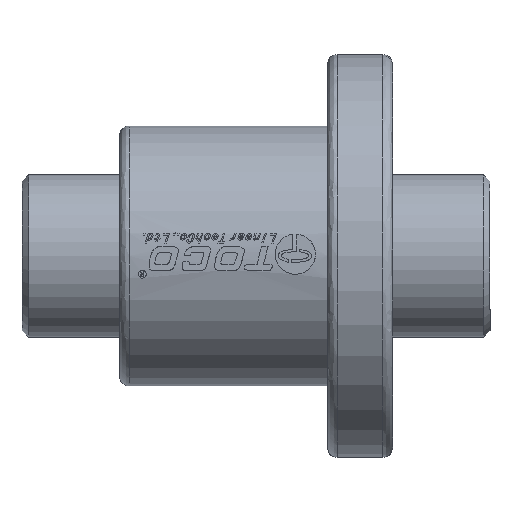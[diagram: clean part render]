
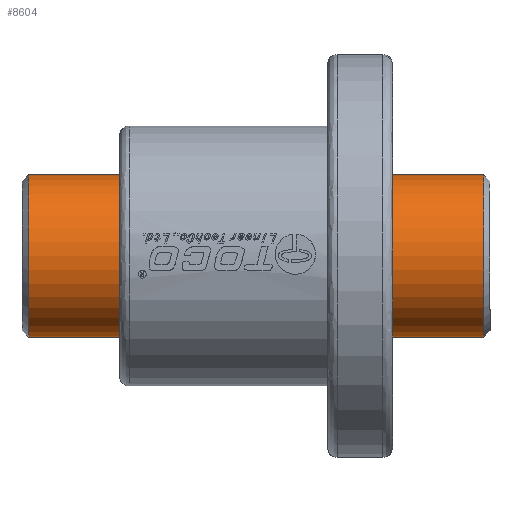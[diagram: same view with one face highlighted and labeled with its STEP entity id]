
A CAD part, top view. The second image highlights one B-rep face of the part: STEP entity #8604.
In plain terms, the highlighted cylindrical face has radius 12.5 mm (diameter 25 mm), a partial arc.
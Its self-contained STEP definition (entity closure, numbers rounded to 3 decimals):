
#271 = EDGE_CURVE ( 'NONE', #14040, #5842, #6106, .T. ) ;
#1230 = CARTESIAN_POINT ( 'NONE',  ( -71., -12.5, 0. ) ) ;
#1460 = ORIENTED_EDGE ( 'NONE', *, *, #14323, .T. ) ;
#2166 = DIRECTION ( 'NONE',  ( -1., 0., 0. ) ) ;
#2408 = AXIS2_PLACEMENT_3D ( 'NONE', #16390, #16556, #20186 ) ;
#2578 = AXIS2_PLACEMENT_3D ( 'NONE', #13440, #2166, #6039 ) ;
#3366 = VECTOR ( 'NONE', #24046, 1000. ) ;
#3861 = CARTESIAN_POINT ( 'NONE',  ( -71., 12.5, 0. ) ) ;
#5619 = DIRECTION ( 'NONE',  ( 1., 0., 0. ) ) ;
#5842 = VERTEX_POINT ( 'NONE', #19944 ) ;
#5914 = VERTEX_POINT ( 'NONE', #3861 ) ;
#6039 = DIRECTION ( 'NONE',  ( 0., 1., 0. ) ) ;
#6106 = CIRCLE ( 'NONE', #2578, 12.5 ) ;
#6644 = ORIENTED_EDGE ( 'NONE', *, *, #13839, .F. ) ;
#7085 = EDGE_LOOP ( 'NONE', ( #1460, #8590, #7492, #6644 ) ) ;
#7492 = ORIENTED_EDGE ( 'NONE', *, *, #271, .T. ) ;
#8344 = LINE ( 'NONE', #22343, #3366 ) ;
#8377 = LINE ( 'NONE', #20418, #15316 ) ;
#8590 = ORIENTED_EDGE ( 'NONE', *, *, #19956, .T. ) ;
#8604 = ADVANCED_FACE ( 'NONE', ( #14618 ), #22187, .T. ) ;
#9641 = CARTESIAN_POINT ( 'NONE',  ( -1., -12.5, 0. ) ) ;
#9739 = DIRECTION ( 'NONE',  ( 0., 1., 0. ) ) ;
#13440 = CARTESIAN_POINT ( 'NONE',  ( -1., 0., 0. ) ) ;
#13839 = EDGE_CURVE ( 'NONE', #5914, #5842, #8344, .T. ) ;
#14040 = VERTEX_POINT ( 'NONE', #9641 ) ;
#14323 = EDGE_CURVE ( 'NONE', #5914, #20262, #20795, .T. ) ;
#14618 = FACE_OUTER_BOUND ( 'NONE', #7085, .T. ) ;
#15316 = VECTOR ( 'NONE', #5619, 1000. ) ;
#16390 = CARTESIAN_POINT ( 'NONE',  ( -71., 0., 0. ) ) ;
#16556 = DIRECTION ( 'NONE',  ( 1., 0., 0. ) ) ;
#17175 = DIRECTION ( 'NONE',  ( 1., 0., 0. ) ) ;
#18566 = CARTESIAN_POINT ( 'NONE',  ( -72., 0., 0. ) ) ;
#19944 = CARTESIAN_POINT ( 'NONE',  ( -1., 12.5, 0. ) ) ;
#19956 = EDGE_CURVE ( 'NONE', #20262, #14040, #8377, .T. ) ;
#20186 = DIRECTION ( 'NONE',  ( 0., 1., 0. ) ) ;
#20262 = VERTEX_POINT ( 'NONE', #1230 ) ;
#20418 = CARTESIAN_POINT ( 'NONE',  ( -72., -12.5, 0. ) ) ;
#20795 = CIRCLE ( 'NONE', #2408, 12.5 ) ;
#22187 = CYLINDRICAL_SURFACE ( 'NONE', #23477, 12.5 ) ;
#22343 = CARTESIAN_POINT ( 'NONE',  ( -72., 12.5, 0. ) ) ;
#23477 = AXIS2_PLACEMENT_3D ( 'NONE', #18566, #17175, #9739 ) ;
#24046 = DIRECTION ( 'NONE',  ( 1., 0., 0. ) ) ;
